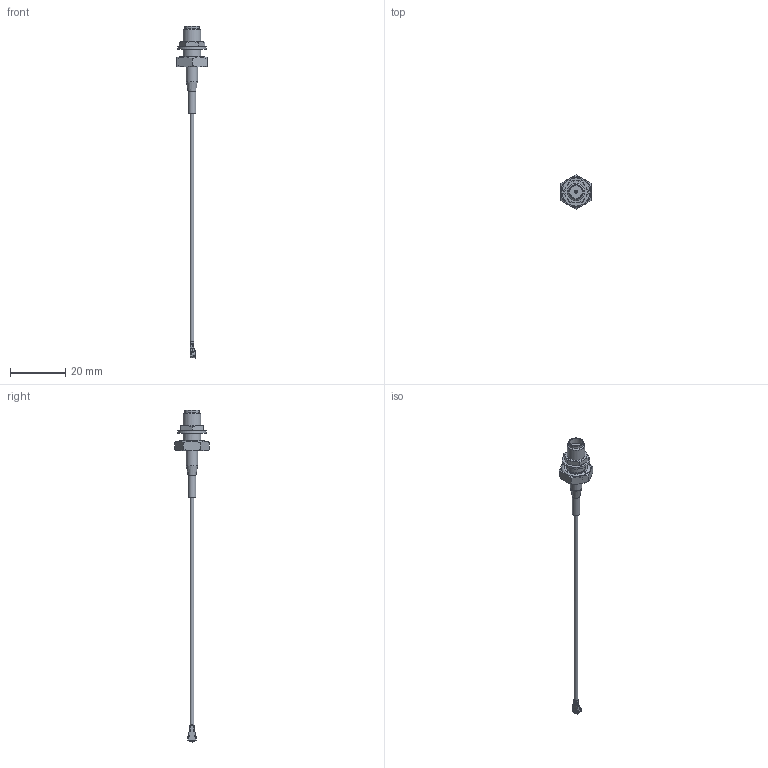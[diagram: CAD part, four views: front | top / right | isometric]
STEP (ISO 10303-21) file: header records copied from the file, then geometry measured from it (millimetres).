
FILE_DESCRIPTION( ( '' ), ' ' );
FILE_NAME( '5e97577304861715e5f2d600.step', '2020-04-15T18:50:28', ( '' ), ( '' ), ' ', ' ', ' ' );
FILE_SCHEMA( ( 'AUTOMOTIVE_DESIGN { 1 0 10303 214 1 1 1 1 }' ) );
Length unit declared in the file: metre
Products named in the file (1): C20175_SMA(F)-MHF-IPEX (F)-U.FL-LP-068-0.35m
Bounding box: 11 x 12.7 x 120.7 mm (x, y, z)
Volume: 1035.8 mm3; surface area: 1585.4 mm2
Topology: 1 solids, 3 shells, 354 faces, 1011 edges, 650 vertices
Faces by surface type: plane 154, cylinder 110, bspline 52, torus 36, cone 2
Full cylindrical faces by diameter (mm): 0.9 x1, 1.08 x1, 1.37 x1, 1.7 x1, 2 x1, 2.4 x1, 2.8 x1, 4.2 x1, 4.53 x1, 5.35 x1, 6.35 x2, 6.7 x2, 10.2 x1, 10.6 x2
Entity records: 16167 total; most frequent: CARTESIAN_POINT 4534, ORIENTED_EDGE 1962, DIRECTION 1666, EDGE_CURVE 981, VERTEX_POINT 639, AXIS2_PLACEMENT_3D 598, LINE 470, VECTOR 470
